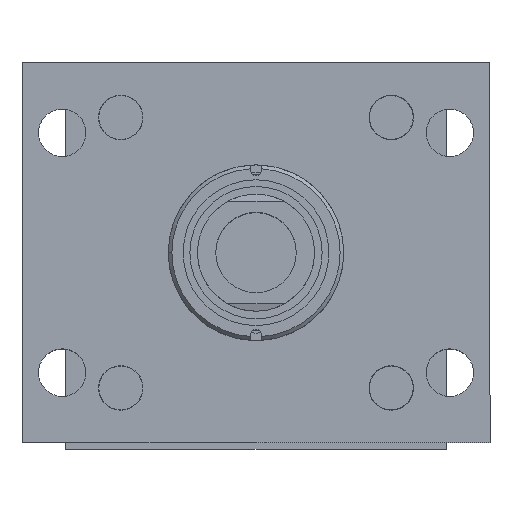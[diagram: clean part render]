
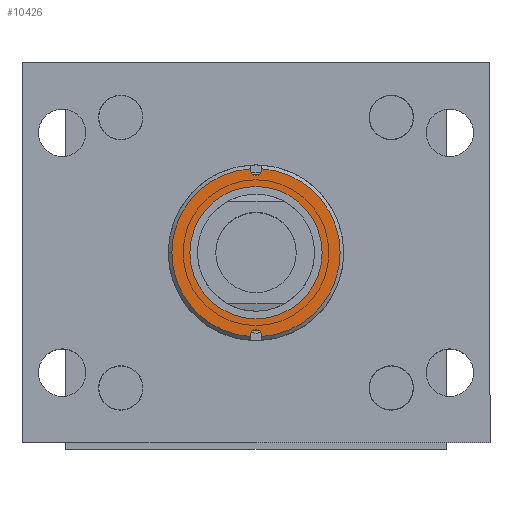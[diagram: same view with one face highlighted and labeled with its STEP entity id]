
A CAD part, top view. The second image highlights one B-rep face of the part: STEP entity #10426.
In plain terms, the highlighted planar face has unit normal (0, 0, 1).
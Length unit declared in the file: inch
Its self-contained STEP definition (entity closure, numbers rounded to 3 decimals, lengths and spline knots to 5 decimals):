
#142 = CARTESIAN_POINT ( 'NONE',  ( 19.2471, 42.4197, -2.93519 ) ) ;
#220 = DIRECTION ( 'NONE',  ( -1., 0., 0. ) ) ;
#371 = EDGE_CURVE ( 'NONE', #10414, #8505, #8010, .T. ) ;
#408 = VECTOR ( 'NONE', #3341, 39.37008 ) ;
#511 = EDGE_CURVE ( 'NONE', #7574, #4897, #4604, .T. ) ;
#566 = CARTESIAN_POINT ( 'NONE',  ( 19.2471, 43.55073, -2.93519 ) ) ;
#597 = CARTESIAN_POINT ( 'NONE',  ( 19.1531, 43.55073, -2.93519 ) ) ;
#673 = ORIENTED_EDGE ( 'NONE', *, *, #7950, .T. ) ;
#701 = ORIENTED_EDGE ( 'NONE', *, *, #709, .F. ) ;
#709 = EDGE_CURVE ( 'NONE', #5344, #9858, #1611, .T. ) ;
#740 = DIRECTION ( 'NONE',  ( 0., 0., -1. ) ) ;
#938 = CARTESIAN_POINT ( 'NONE',  ( 19.1531, 43.85462, -2.93519 ) ) ;
#971 = VECTOR ( 'NONE', #8560, 39.37008 ) ;
#1060 = ORIENTED_EDGE ( 'NONE', *, *, #8833, .F. ) ;
#1516 = PLANE ( 'NONE',  #2646 ) ;
#1608 = CARTESIAN_POINT ( 'NONE',  ( 19.3411, 40.98477, -2.93519 ) ) ;
#1611 = CIRCLE ( 'NONE', #6330, 1.438 ) ;
#1885 = CARTESIAN_POINT ( 'NONE',  ( 19.1531, 40.98477, -2.93519 ) ) ;
#2082 = CARTESIAN_POINT ( 'NONE',  ( 18.11607, 42.4197, -2.93519 ) ) ;
#2214 = EDGE_LOOP ( 'NONE', ( #673, #4222 ) ) ;
#2291 = VERTEX_POINT ( 'NONE', #9537 ) ;
#2299 = CIRCLE ( 'NONE', #3503, 0.094 ) ;
#2496 = CARTESIAN_POINT ( 'NONE',  ( 19.3411, 43.85462, -2.93519 ) ) ;
#2646 = AXIS2_PLACEMENT_3D ( 'NONE', #566, #4575, #7880 ) ;
#2695 = AXIS2_PLACEMENT_3D ( 'NONE', #142, #3316, #4995 ) ;
#2696 = DIRECTION ( 'NONE',  ( 0., 0., 1. ) ) ;
#3222 = VERTEX_POINT ( 'NONE', #8787 ) ;
#3316 = DIRECTION ( 'NONE',  ( 0., 0., -1. ) ) ;
#3341 = DIRECTION ( 'NONE',  ( 0., 1., 0. ) ) ;
#3424 = DIRECTION ( 'NONE',  ( 1., 0., 0. ) ) ;
#3503 = AXIS2_PLACEMENT_3D ( 'NONE', #7405, #2696, #3424 ) ;
#3504 = DIRECTION ( 'NONE',  ( 0., 0., -1. ) ) ;
#3558 = EDGE_CURVE ( 'NONE', #3222, #2291, #5542, .T. ) ;
#3626 = ORIENTED_EDGE ( 'NONE', *, *, #8457, .F. ) ;
#3718 = EDGE_LOOP ( 'NONE', ( #8852, #4406, #701, #3626, #9443, #7387, #9243, #5664, #1060 ) ) ;
#4022 = DIRECTION ( 'NONE',  ( -1., 0., 0. ) ) ;
#4127 = VERTEX_POINT ( 'NONE', #1885 ) ;
#4222 = ORIENTED_EDGE ( 'NONE', *, *, #511, .T. ) ;
#4253 = LINE ( 'NONE', #597, #971 ) ;
#4367 = EDGE_CURVE ( 'NONE', #3222, #8505, #4253, .T. ) ;
#4406 = ORIENTED_EDGE ( 'NONE', *, *, #9300, .T. ) ;
#4575 = DIRECTION ( 'NONE',  ( 0., 0., 1. ) ) ;
#4604 = CIRCLE ( 'NONE', #5648, 1.13104 ) ;
#4669 = CARTESIAN_POINT ( 'NONE',  ( 19.3411, 43.55073, -2.93519 ) ) ;
#4713 = DIRECTION ( 'NONE',  ( 0., 0., -1. ) ) ;
#4791 = CARTESIAN_POINT ( 'NONE',  ( 19.3411, 41.0137, -2.93519 ) ) ;
#4897 = VERTEX_POINT ( 'NONE', #2082 ) ;
#4995 = DIRECTION ( 'NONE',  ( -1., 0., 0. ) ) ;
#5032 = AXIS2_PLACEMENT_3D ( 'NONE', #6956, #7852, #6165 ) ;
#5049 = CARTESIAN_POINT ( 'NONE',  ( 19.3411, 43.55073, -2.93519 ) ) ;
#5196 = DIRECTION ( 'NONE',  ( 0., -1., 0. ) ) ;
#5260 = FACE_OUTER_BOUND ( 'NONE', #3718, .T. ) ;
#5344 = VERTEX_POINT ( 'NONE', #2496 ) ;
#5351 = VERTEX_POINT ( 'NONE', #4791 ) ;
#5509 = CARTESIAN_POINT ( 'NONE',  ( 17.8091, 42.4197, -2.93519 ) ) ;
#5516 = CARTESIAN_POINT ( 'NONE',  ( 19.2471, 43.8257, -2.93519 ) ) ;
#5542 = CIRCLE ( 'NONE', #8850, 0.094 ) ;
#5648 = AXIS2_PLACEMENT_3D ( 'NONE', #10337, #4713, #7118 ) ;
#5664 = ORIENTED_EDGE ( 'NONE', *, *, #5898, .F. ) ;
#5688 = LINE ( 'NONE', #7327, #8977 ) ;
#5832 = CIRCLE ( 'NONE', #10305, 1.438 ) ;
#5898 = EDGE_CURVE ( 'NONE', #4127, #10414, #5832, .T. ) ;
#6165 = DIRECTION ( 'NONE',  ( -1., 0., 0. ) ) ;
#6330 = AXIS2_PLACEMENT_3D ( 'NONE', #8315, #3504, #220 ) ;
#6338 = DIRECTION ( 'NONE',  ( 0., 0., 1. ) ) ;
#6429 = CARTESIAN_POINT ( 'NONE',  ( 19.1531, 41.0137, -2.93519 ) ) ;
#6956 = CARTESIAN_POINT ( 'NONE',  ( 19.2471, 42.4197, -2.93519 ) ) ;
#7118 = DIRECTION ( 'NONE',  ( -1., 0., 0. ) ) ;
#7327 = CARTESIAN_POINT ( 'NONE',  ( 19.1531, 43.55073, -2.93519 ) ) ;
#7346 = CIRCLE ( 'NONE', #2695, 1.13104 ) ;
#7387 = ORIENTED_EDGE ( 'NONE', *, *, #4367, .T. ) ;
#7405 = CARTESIAN_POINT ( 'NONE',  ( 19.2471, 41.0137, -2.93519 ) ) ;
#7450 = CARTESIAN_POINT ( 'NONE',  ( 20.37814, 42.4197, -2.93519 ) ) ;
#7574 = VERTEX_POINT ( 'NONE', #7450 ) ;
#7598 = LINE ( 'NONE', #5049, #408 ) ;
#7751 = VECTOR ( 'NONE', #5196, 39.37008 ) ;
#7794 = FACE_BOUND ( 'NONE', #2214, .T. ) ;
#7852 = DIRECTION ( 'NONE',  ( 0., 0., -1. ) ) ;
#7880 = DIRECTION ( 'NONE',  ( 1., 0., 0. ) ) ;
#7950 = EDGE_CURVE ( 'NONE', #4897, #7574, #7346, .T. ) ;
#8010 = CIRCLE ( 'NONE', #5032, 1.438 ) ;
#8315 = CARTESIAN_POINT ( 'NONE',  ( 19.2471, 42.4197, -2.93519 ) ) ;
#8338 = VERTEX_POINT ( 'NONE', #6429 ) ;
#8457 = EDGE_CURVE ( 'NONE', #2291, #5344, #7598, .T. ) ;
#8505 = VERTEX_POINT ( 'NONE', #938 ) ;
#8515 = LINE ( 'NONE', #4669, #7751 ) ;
#8560 = DIRECTION ( 'NONE',  ( 0., 1., 0. ) ) ;
#8787 = CARTESIAN_POINT ( 'NONE',  ( 19.1531, 43.8257, -2.93519 ) ) ;
#8833 = EDGE_CURVE ( 'NONE', #8338, #4127, #5688, .T. ) ;
#8850 = AXIS2_PLACEMENT_3D ( 'NONE', #5516, #6338, #9560 ) ;
#8852 = ORIENTED_EDGE ( 'NONE', *, *, #8916, .F. ) ;
#8871 = DIRECTION ( 'NONE',  ( 0., -1., 0. ) ) ;
#8916 = EDGE_CURVE ( 'NONE', #5351, #8338, #2299, .T. ) ;
#8977 = VECTOR ( 'NONE', #8871, 39.37008 ) ;
#9243 = ORIENTED_EDGE ( 'NONE', *, *, #371, .F. ) ;
#9300 = EDGE_CURVE ( 'NONE', #5351, #9858, #8515, .T. ) ;
#9443 = ORIENTED_EDGE ( 'NONE', *, *, #3558, .F. ) ;
#9537 = CARTESIAN_POINT ( 'NONE',  ( 19.3411, 43.8257, -2.93519 ) ) ;
#9560 = DIRECTION ( 'NONE',  ( 1., 0., 0. ) ) ;
#9858 = VERTEX_POINT ( 'NONE', #1608 ) ;
#10305 = AXIS2_PLACEMENT_3D ( 'NONE', #10441, #740, #4022 ) ;
#10337 = CARTESIAN_POINT ( 'NONE',  ( 19.2471, 42.4197, -2.93519 ) ) ;
#10414 = VERTEX_POINT ( 'NONE', #5509 ) ;
#10426 = ADVANCED_FACE ( 'NONE', ( #7794, #5260 ), #1516, .T. ) ;
#10441 = CARTESIAN_POINT ( 'NONE',  ( 19.2471, 42.4197, -2.93519 ) ) ;
